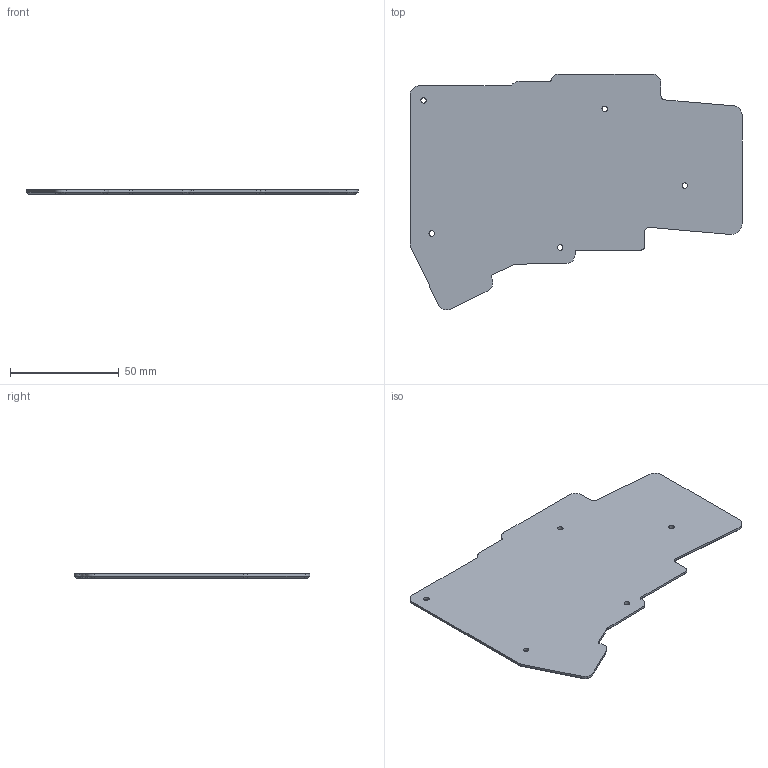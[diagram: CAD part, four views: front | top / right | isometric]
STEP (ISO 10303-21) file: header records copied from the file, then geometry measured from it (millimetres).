
FILE_DESCRIPTION(/* description */ (''),/* implementation_level */ '2;1');
FILE_NAME(/* name */ 'bottom-right.step',/* time_stamp */ '2024-10-05T01:37:28+02:00',/* author */ (''),/* organization */ (''),/* preprocessor_version */ 'ST-DEVELOPER v20',/* originating_system */ 'Autodesk Translation Framework v13.20.0.188',/* authorisation */ '');
FILE_SCHEMA (('AUTOMOTIVE_DESIGN { 1 0 10303 214 3 1 1 }'));
Length unit declared in the file: millimetre
Products named in the file (1): Hookah-WL
Bounding box: 152.57 x 108.42 x 2 mm (x, y, z)
Volume: 23748.6 mm3; surface area: 25035 mm2
Topology: 1 solids, 1 shells, 97 faces, 218 edges, 134 vertices
Faces by surface type: plane 45, cylinder 34, cone 18
Full cylindrical faces by diameter (mm): 2.5 x5, 4.5 x5, 8.3 x6
Entity records: 2741 total; most frequent: DIRECTION 498, CARTESIAN_POINT 456, ORIENTED_EDGE 436, EDGE_CURVE 218, AXIS2_PLACEMENT_3D 184, VERTEX_POINT 134, LINE 130, VECTOR 130
